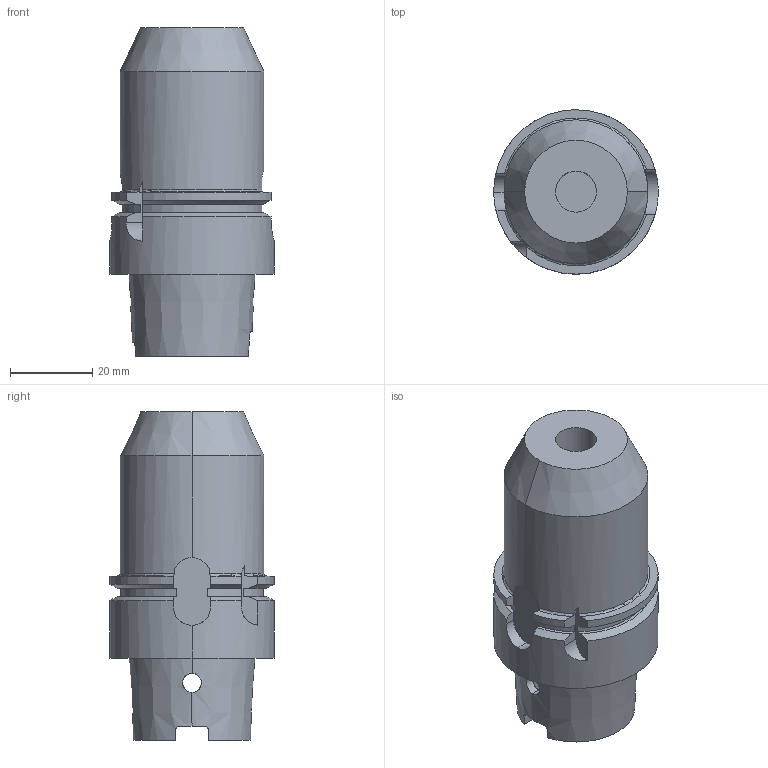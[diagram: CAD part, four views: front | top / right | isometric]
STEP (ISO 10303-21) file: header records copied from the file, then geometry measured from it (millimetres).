
FILE_DESCRIPTION (( 'STEP AP203' ), '1' );
FILE_NAME ('STP-SAKEM-32786-60.STEP', '2021-03-18T08:15:15', ( '' ), ( '' ), 'SwSTEP 2.0', 'SolidWorks 2017', '' );
FILE_SCHEMA (( 'CONFIG_CONTROL_DESIGN' ));
Length unit declared in the file: millimetre
Products named in the file (1): STP-SAKEM-32786-60
Bounding box: 40 x 40 x 80 mm (x, y, z)
Volume: 57836.4 mm3; surface area: 14575.7 mm2
Topology: 1 solids, 1 shells, 91 faces, 250 edges, 160 vertices
Faces by surface type: cylinder 36, plane 34, cone 14, torus 7
Entity records: 3424 total; most frequent: CARTESIAN_POINT 1076, ORIENTED_EDGE 500, DIRECTION 455, EDGE_CURVE 250, AXIS2_PLACEMENT_3D 173, VERTEX_POINT 160, LINE 109, VECTOR 109
